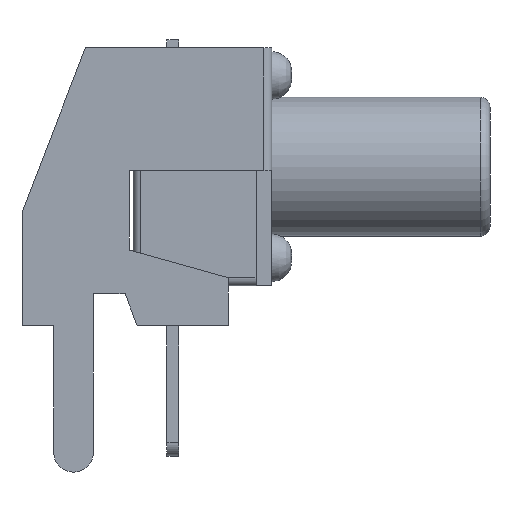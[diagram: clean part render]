
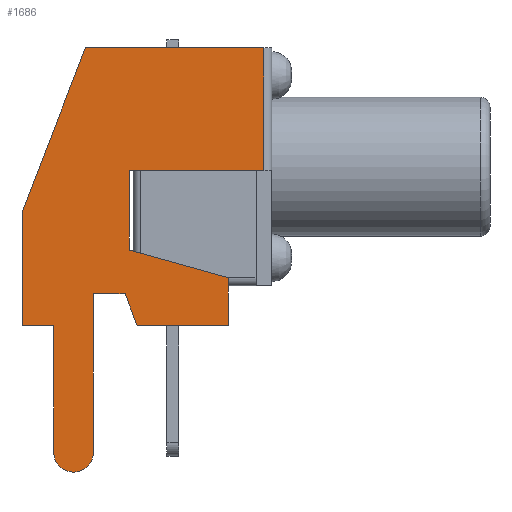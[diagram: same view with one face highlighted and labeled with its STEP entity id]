
A CAD part, left-side view. The second image highlights one B-rep face of the part: STEP entity #1686.
In plain terms, the highlighted planar face has unit normal (-1, 0, 0).
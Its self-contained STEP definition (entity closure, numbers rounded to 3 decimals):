
#80=PLANE('',#1868);
#162=LINE('',#2721,#336);
#163=LINE('',#2724,#337);
#164=LINE('',#2726,#338);
#165=LINE('',#2728,#339);
#166=LINE('',#2730,#340);
#167=LINE('',#2732,#341);
#168=LINE('',#2736,#342);
#169=LINE('',#2738,#343);
#170=LINE('',#2740,#344);
#171=LINE('',#2742,#345);
#172=LINE('',#2744,#346);
#173=LINE('',#2746,#347);
#174=LINE('',#2748,#348);
#175=LINE('',#2749,#349);
#336=VECTOR('',#2137,10.);
#337=VECTOR('',#2140,10.);
#338=VECTOR('',#2141,10.);
#339=VECTOR('',#2142,10.);
#340=VECTOR('',#2143,10.);
#341=VECTOR('',#2144,10.);
#342=VECTOR('',#2147,10.);
#343=VECTOR('',#2148,10.);
#344=VECTOR('',#2149,10.);
#345=VECTOR('',#2150,10.);
#346=VECTOR('',#2151,10.);
#347=VECTOR('',#2152,10.);
#348=VECTOR('',#2153,10.);
#349=VECTOR('',#2154,10.);
#542=FACE_OUTER_BOUND('',#647,.T.);
#647=EDGE_LOOP('',(#1313,#1314,#1315,#1316,#1317,#1318,#1319,#1320,#1321,
#1322,#1323,#1324,#1325,#1326,#1327));
#766=CIRCLE('',#1869,0.5);
#826=VERTEX_POINT('',#2714);
#829=VERTEX_POINT('',#2719);
#830=VERTEX_POINT('',#2723);
#831=VERTEX_POINT('',#2725);
#832=VERTEX_POINT('',#2727);
#833=VERTEX_POINT('',#2729);
#834=VERTEX_POINT('',#2731);
#835=VERTEX_POINT('',#2733);
#836=VERTEX_POINT('',#2735);
#837=VERTEX_POINT('',#2737);
#838=VERTEX_POINT('',#2739);
#839=VERTEX_POINT('',#2741);
#840=VERTEX_POINT('',#2743);
#841=VERTEX_POINT('',#2745);
#842=VERTEX_POINT('',#2747);
#1009=EDGE_CURVE('',#829,#826,#162,.T.);
#1010=EDGE_CURVE('',#829,#830,#163,.T.);
#1011=EDGE_CURVE('',#830,#831,#164,.T.);
#1012=EDGE_CURVE('',#831,#832,#165,.T.);
#1013=EDGE_CURVE('',#832,#833,#166,.T.);
#1014=EDGE_CURVE('',#833,#834,#167,.T.);
#1015=EDGE_CURVE('',#834,#835,#766,.T.);
#1016=EDGE_CURVE('',#835,#836,#168,.T.);
#1017=EDGE_CURVE('',#836,#837,#169,.T.);
#1018=EDGE_CURVE('',#837,#838,#170,.T.);
#1019=EDGE_CURVE('',#838,#839,#171,.T.);
#1020=EDGE_CURVE('',#839,#840,#172,.T.);
#1021=EDGE_CURVE('',#840,#841,#173,.T.);
#1022=EDGE_CURVE('',#841,#842,#174,.T.);
#1023=EDGE_CURVE('',#826,#842,#175,.T.);
#1313=ORIENTED_EDGE('',*,*,#1009,.F.);
#1314=ORIENTED_EDGE('',*,*,#1010,.T.);
#1315=ORIENTED_EDGE('',*,*,#1011,.T.);
#1316=ORIENTED_EDGE('',*,*,#1012,.T.);
#1317=ORIENTED_EDGE('',*,*,#1013,.T.);
#1318=ORIENTED_EDGE('',*,*,#1014,.T.);
#1319=ORIENTED_EDGE('',*,*,#1015,.T.);
#1320=ORIENTED_EDGE('',*,*,#1016,.T.);
#1321=ORIENTED_EDGE('',*,*,#1017,.T.);
#1322=ORIENTED_EDGE('',*,*,#1018,.T.);
#1323=ORIENTED_EDGE('',*,*,#1019,.T.);
#1324=ORIENTED_EDGE('',*,*,#1020,.T.);
#1325=ORIENTED_EDGE('',*,*,#1021,.T.);
#1326=ORIENTED_EDGE('',*,*,#1022,.T.);
#1327=ORIENTED_EDGE('',*,*,#1023,.F.);
#1686=ADVANCED_FACE('',(#542),#80,.T.);
#1868=AXIS2_PLACEMENT_3D('',#2722,#2138,#2139);
#1869=AXIS2_PLACEMENT_3D('',#2734,#2145,#2146);
#2137=DIRECTION('',(0.,0.,-1.));
#2138=DIRECTION('center_axis',(-1.,0.,0.));
#2139=DIRECTION('ref_axis',(0.,0.,1.));
#2140=DIRECTION('',(0.,1.,0.));
#2141=DIRECTION('',(0.,0.36,-0.933));
#2142=DIRECTION('',(0.,0.,-1.));
#2143=DIRECTION('',(0.,-1.,0.));
#2144=DIRECTION('',(0.,0.,-1.));
#2145=DIRECTION('center_axis',(-1.,0.,0.));
#2146=DIRECTION('ref_axis',(0.,-1.,0.));
#2147=DIRECTION('',(0.,0.,1.));
#2148=DIRECTION('',(0.,-1.,0.));
#2149=DIRECTION('',(0.,-0.351,-0.936));
#2150=DIRECTION('',(0.,-1.,0.));
#2151=DIRECTION('',(0.,0.,1.));
#2152=DIRECTION('',(0.,0.963,0.27));
#2153=DIRECTION('',(0.,0.,1.));
#2154=DIRECTION('',(0.,1.,0.));
#2714=CARTESIAN_POINT('',(-3.75,-0.2,2.9));
#2719=CARTESIAN_POINT('',(-3.75,-0.2,6.));
#2721=CARTESIAN_POINT('',(-3.75,-0.2,2.95));
#2722=CARTESIAN_POINT('Origin',(-3.75,-0.4,2.9));
#2723=CARTESIAN_POINT('',(-3.75,4.3,6.));
#2724=CARTESIAN_POINT('',(-3.75,-0.4,6.));
#2725=CARTESIAN_POINT('',(-3.75,5.9,1.85));
#2726=CARTESIAN_POINT('',(-3.75,4.3,6.));
#2727=CARTESIAN_POINT('',(-3.75,5.9,-1.));
#2728=CARTESIAN_POINT('',(-3.75,5.9,-1.));
#2729=CARTESIAN_POINT('',(-3.75,5.1,-1.));
#2730=CARTESIAN_POINT('',(-3.75,5.1,-1.));
#2731=CARTESIAN_POINT('',(-3.75,5.1,-4.2));
#2732=CARTESIAN_POINT('',(-3.75,5.1,-1.));
#2733=CARTESIAN_POINT('',(-3.75,4.1,-4.2));
#2734=CARTESIAN_POINT('Origin',(-3.75,4.6,-4.2));
#2735=CARTESIAN_POINT('',(-3.75,4.1,-0.2));
#2736=CARTESIAN_POINT('',(-3.75,4.1,-1.));
#2737=CARTESIAN_POINT('',(-3.75,3.3,-0.2));
#2738=CARTESIAN_POINT('',(-3.75,4.1,-0.2));
#2739=CARTESIAN_POINT('',(-3.75,3.,-1.));
#2740=CARTESIAN_POINT('',(-3.75,3.,-1.));
#2741=CARTESIAN_POINT('',(-3.75,0.7,-1.));
#2742=CARTESIAN_POINT('',(-3.75,0.7,-1.));
#2743=CARTESIAN_POINT('',(-3.75,0.7,0.2));
#2744=CARTESIAN_POINT('',(-3.75,0.7,-1.));
#2745=CARTESIAN_POINT('',(-3.75,3.2,0.9));
#2746=CARTESIAN_POINT('',(-3.75,3.2,0.9));
#2747=CARTESIAN_POINT('',(-3.75,3.2,2.9));
#2748=CARTESIAN_POINT('',(-3.75,3.2,2.9));
#2749=CARTESIAN_POINT('',(-3.75,-0.4,2.9));
